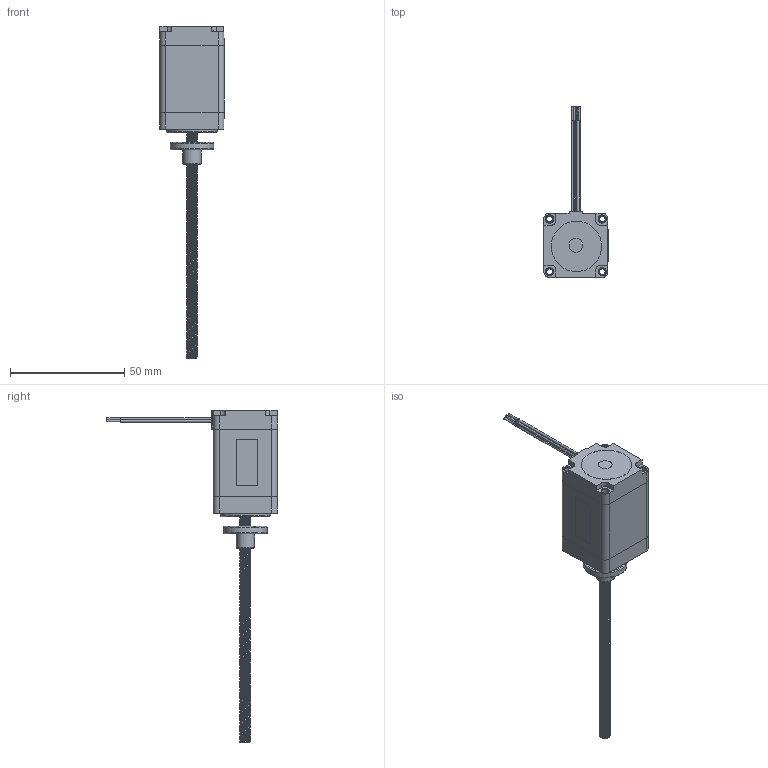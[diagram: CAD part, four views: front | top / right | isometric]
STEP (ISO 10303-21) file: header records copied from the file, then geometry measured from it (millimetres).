
FILE_DESCRIPTION(/* description */ (''),/* implementation_level */ '2;1');
FILE_NAME(/* name */ '11E22-100.stp',/* time_stamp */ '2020-08-27T09:06:35+08:00',/* author */ ('ly7227'),/* organization */ (''),/* preprocessor_version */ 'ST-DEVELOPER v16.1',/* originating_system */ 'Autodesk Inventor 2016',/* authorisation */ '');
FILE_SCHEMA (('AUTOMOTIVE_DESIGN { 1 0 10303 214 3 1 1 }'));
Products named in the file (19): 01-161-2丝杆电机前盖; 01-162-2引出线丝杆电机后盖; 12-015-1(11H2034前骨架改); 12-053(PCB板); 12-054-1(后引出线骨架）; 02-149-1(11H2034 1A定子总成); 06-007; 09-007-1（红）; 09-007-2（红白）; 09-007-3（绿）; 09-007-4（绿白）; ; 12-054-3(引出线后骨架L20.5）; 02-150-1(11H2045 1A定子总成); 06-017; 05-0016; 28双厚标签; 28铭牌; 11E2216R4-100SNSN-101
Assembly tree (25 placements, depth 3):
  11E2216R4-100SNSN-101
    01-161-2丝杆电机前盖
    01-162-2引出线丝杆电机后盖
    02-149-1(11H2034 1A定子总成)
      12-015-1(11H2034前骨架改)
      12-053(PCB板)
      12-054-1(后引出线骨架）
    06-007  x2
    09-007-1（红）
    09-007-2（红白）
    09-007-3（绿）
    09-007-4（绿白）
    02-150-1(11H2045 1A定子总成)
  
      12-015-1(11H2034前骨架改)
      12-053(PCB板)
      12-054-3(引出线后骨架L20.5）
      09-007-1（红）
      09-007-2（红白）
      09-007-3（绿）
      09-007-4（绿白）
    06-017
    05-0016
    28双厚标签
    28铭牌
Bounding box: 28.3 x 74.62 x 145.05 mm (x, y, z)
Volume: 22500.5 mm3; surface area: 41938.1 mm2
Topology: 55 solids, 55 shells, 2900 faces, 8138 edges, 5395 vertices
Faces by surface type: plane 1680, cylinder 1174, cone 31, torus 9, bspline 6
Full cylindrical faces by diameter (mm): 0.8 x8, 1 x4, 1.2 x8, 2 x4, 2.5 x4, 2.7 x1, 2.8 x4, 3 x15, 3.2 x3, 4 x1, 6 x1, 7.5 x2, 8 x1, 11 x1, 14 x5, 16.92 x2, 17 x1, 17.8 x2, 19.05 x1, 22 x2, 23 x1
Entity records: 84930 total; most frequent: CARTESIAN_POINT 23458, DIRECTION 13024, ORIENTED_EDGE 12654, EDGE_CURVE 6327, AXIS2_PLACEMENT_3D 4393, VERTEX_POINT 4240, LINE 4238, VECTOR 4238
